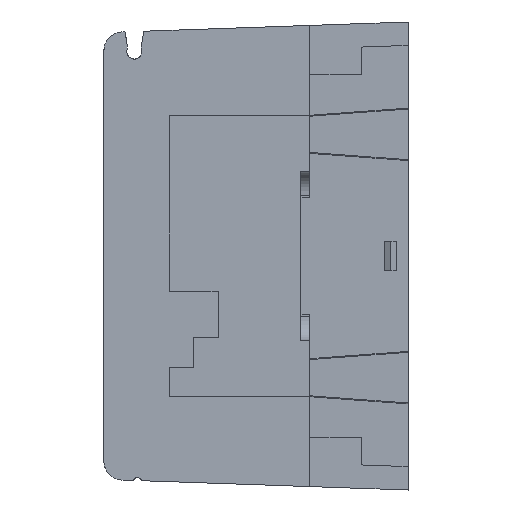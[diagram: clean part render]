
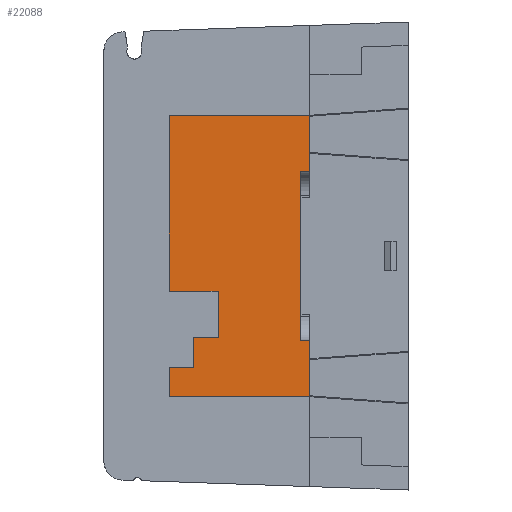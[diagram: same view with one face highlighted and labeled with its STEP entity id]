
A CAD part, left-side view. The second image highlights one B-rep face of the part: STEP entity #22088.
In plain terms, the highlighted planar face has unit normal (1, 0, 0).
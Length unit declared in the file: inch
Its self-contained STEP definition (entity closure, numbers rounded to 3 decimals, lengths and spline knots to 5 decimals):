
#49 = VECTOR ( 'NONE', #11404, 39.37008 ) ;
#148 = VERTEX_POINT ( 'NONE', #10719 ) ;
#294 = DIRECTION ( 'NONE',  ( 0., 0., 1. ) ) ;
#382 = CARTESIAN_POINT ( 'NONE',  ( -0.7567, 2.03, -0.876 ) ) ;
#486 = LINE ( 'NONE', #5878, #20064 ) ;
#597 = VECTOR ( 'NONE', #19598, 39.37008 ) ;
#871 = ORIENTED_EDGE ( 'NONE', *, *, #17717, .T. ) ;
#965 = EDGE_CURVE ( 'NONE', #19832, #7715, #8232, .T. ) ;
#1123 = CARTESIAN_POINT ( 'NONE',  ( -0.7567, 1.8, 1.5 ) ) ;
#1172 = VECTOR ( 'NONE', #10277, 39.37008 ) ;
#1440 = LINE ( 'NONE', #10121, #14274 ) ;
#1471 = CARTESIAN_POINT ( 'NONE',  ( -0.7567, 2.55, -0.376 ) ) ;
#1799 = ORIENTED_EDGE ( 'NONE', *, *, #2598, .T. ) ;
#2151 = VERTEX_POINT ( 'NONE', #4439 ) ;
#2234 = CARTESIAN_POINT ( 'NONE',  ( -0.7567, 2.55, 1.5 ) ) ;
#2270 = VERTEX_POINT ( 'NONE', #16205 ) ;
#2317 = VERTEX_POINT ( 'NONE', #23984 ) ;
#2598 = EDGE_CURVE ( 'NONE', #3189, #19832, #19012, .T. ) ;
#2773 = ORIENTED_EDGE ( 'NONE', *, *, #965, .T. ) ;
#2891 = ORIENTED_EDGE ( 'NONE', *, *, #12410, .T. ) ;
#3044 = VECTOR ( 'NONE', #24006, 39.37008 ) ;
#3189 = VERTEX_POINT ( 'NONE', #382 ) ;
#3335 = EDGE_CURVE ( 'NONE', #2317, #15461, #16811, .T. ) ;
#3598 = LINE ( 'NONE', #15058, #10624 ) ;
#3686 = CARTESIAN_POINT ( 'NONE',  ( -0.7567, 1.05, 0. ) ) ;
#3828 = LINE ( 'NONE', #4901, #13256 ) ;
#4107 = EDGE_CURVE ( 'NONE', #8628, #2317, #17865, .T. ) ;
#4208 = ORIENTED_EDGE ( 'NONE', *, *, #18244, .T. ) ;
#4335 = FACE_OUTER_BOUND ( 'NONE', #10378, .T. ) ;
#4439 = CARTESIAN_POINT ( 'NONE',  ( -0.7567, 2.29, -1.188 ) ) ;
#4634 = CARTESIAN_POINT ( 'NONE',  ( -0.7567, 1.15, 0. ) ) ;
#4847 = EDGE_CURVE ( 'NONE', #18245, #3189, #12704, .T. ) ;
#4901 = CARTESIAN_POINT ( 'NONE',  ( -0.7567, 1.8, -1.5 ) ) ;
#5000 = LINE ( 'NONE', #18788, #14463 ) ;
#5048 = LINE ( 'NONE', #20987, #49 ) ;
#5145 = AXIS2_PLACEMENT_3D ( 'NONE', #10694, #24119, #12620 ) ;
#5878 = CARTESIAN_POINT ( 'NONE',  ( -0.7567, 2.55, 0. ) ) ;
#6823 = EDGE_CURVE ( 'NONE', #148, #2151, #15061, .T. ) ;
#7249 = LINE ( 'NONE', #3686, #10200 ) ;
#7368 = CARTESIAN_POINT ( 'NONE',  ( -0.7567, 2.29, -0.876 ) ) ;
#7690 = CARTESIAN_POINT ( 'NONE',  ( -0.7567, 1.8, -0.376 ) ) ;
#7715 = VERTEX_POINT ( 'NONE', #1471 ) ;
#7809 = EDGE_CURVE ( 'NONE', #2151, #18245, #3598, .T. ) ;
#7931 = CARTESIAN_POINT ( 'NONE',  ( -0.7567, 1.05, 0.89819 ) ) ;
#8072 = LINE ( 'NONE', #1123, #13107 ) ;
#8232 = LINE ( 'NONE', #7690, #18383 ) ;
#8294 = CARTESIAN_POINT ( 'NONE',  ( -0.7567, 2.03, -0.376 ) ) ;
#8628 = VERTEX_POINT ( 'NONE', #7931 ) ;
#8655 = DIRECTION ( 'NONE',  ( 0., 1., 0. ) ) ;
#8711 = CARTESIAN_POINT ( 'NONE',  ( -0.7567, 1.8, -0.876 ) ) ;
#9087 = DIRECTION ( 'NONE',  ( 0., 0., 1. ) ) ;
#9090 = EDGE_CURVE ( 'NONE', #16175, #22756, #1440, .T. ) ;
#9264 = DIRECTION ( 'NONE',  ( 0., 0., 1. ) ) ;
#10121 = CARTESIAN_POINT ( 'NONE',  ( -0.7567, 1.05, 0. ) ) ;
#10137 = CARTESIAN_POINT ( 'NONE',  ( -0.7567, 1.05, -0.89819 ) ) ;
#10200 = VECTOR ( 'NONE', #16932, 39.37008 ) ;
#10277 = DIRECTION ( 'NONE',  ( 0., 0., -1. ) ) ;
#10378 = EDGE_LOOP ( 'NONE', ( #15913, #15977, #16372, #11454, #19594, #4208, #11929, #23035, #12430, #1799, #2773, #871, #2891, #14097 ) ) ;
#10521 = DIRECTION ( 'NONE',  ( 0., -1., 0. ) ) ;
#10624 = VECTOR ( 'NONE', #20789, 39.37008 ) ;
#10694 = CARTESIAN_POINT ( 'NONE',  ( -0.7567, 1.8, 0. ) ) ;
#10719 = CARTESIAN_POINT ( 'NONE',  ( -0.7567, 2.55, -1.188 ) ) ;
#10818 = CARTESIAN_POINT ( 'NONE',  ( -0.7567, 2.03, 0. ) ) ;
#11404 = DIRECTION ( 'NONE',  ( 0., -1., 0. ) ) ;
#11454 = ORIENTED_EDGE ( 'NONE', *, *, #9090, .T. ) ;
#11929 = ORIENTED_EDGE ( 'NONE', *, *, #6823, .T. ) ;
#12410 = EDGE_CURVE ( 'NONE', #14325, #2270, #8072, .T. ) ;
#12430 = ORIENTED_EDGE ( 'NONE', *, *, #4847, .T. ) ;
#12620 = DIRECTION ( 'NONE',  ( 0., 0., -1. ) ) ;
#12704 = LINE ( 'NONE', #8711, #3044 ) ;
#13081 = VERTEX_POINT ( 'NONE', #15428 ) ;
#13107 = VECTOR ( 'NONE', #10521, 39.37008 ) ;
#13256 = VECTOR ( 'NONE', #8655, 39.37008 ) ;
#13621 = DIRECTION ( 'NONE',  ( 0., 1., 0. ) ) ;
#13913 = VECTOR ( 'NONE', #9087, 39.37008 ) ;
#14097 = ORIENTED_EDGE ( 'NONE', *, *, #18892, .T. ) ;
#14274 = VECTOR ( 'NONE', #17823, 39.37008 ) ;
#14325 = VERTEX_POINT ( 'NONE', #2234 ) ;
#14463 = VECTOR ( 'NONE', #9264, 39.37008 ) ;
#14475 = PLANE ( 'NONE',  #5145 ) ;
#15058 = CARTESIAN_POINT ( 'NONE',  ( -0.7567, 2.29, 0. ) ) ;
#15061 = LINE ( 'NONE', #19770, #597 ) ;
#15428 = CARTESIAN_POINT ( 'NONE',  ( -0.7567, 2.55, -1.5 ) ) ;
#15461 = VERTEX_POINT ( 'NONE', #17860 ) ;
#15913 = ORIENTED_EDGE ( 'NONE', *, *, #4107, .T. ) ;
#15977 = ORIENTED_EDGE ( 'NONE', *, *, #3335, .T. ) ;
#16017 = EDGE_CURVE ( 'NONE', #15461, #16175, #5048, .T. ) ;
#16175 = VERTEX_POINT ( 'NONE', #10137 ) ;
#16205 = CARTESIAN_POINT ( 'NONE',  ( -0.7567, 1.05, 1.5 ) ) ;
#16372 = ORIENTED_EDGE ( 'NONE', *, *, #16017, .T. ) ;
#16497 = EDGE_CURVE ( 'NONE', #22756, #13081, #3828, .T. ) ;
#16811 = LINE ( 'NONE', #4634, #1172 ) ;
#16932 = DIRECTION ( 'NONE',  ( 0., 0., -1. ) ) ;
#17271 = VECTOR ( 'NONE', #13621, 39.37008 ) ;
#17717 = EDGE_CURVE ( 'NONE', #7715, #14325, #486, .T. ) ;
#17823 = DIRECTION ( 'NONE',  ( 0., 0., -1. ) ) ;
#17860 = CARTESIAN_POINT ( 'NONE',  ( -0.7567, 1.15, -0.89819 ) ) ;
#17865 = LINE ( 'NONE', #23081, #17271 ) ;
#18244 = EDGE_CURVE ( 'NONE', #13081, #148, #5000, .T. ) ;
#18245 = VERTEX_POINT ( 'NONE', #7368 ) ;
#18383 = VECTOR ( 'NONE', #21646, 39.37008 ) ;
#18788 = CARTESIAN_POINT ( 'NONE',  ( -0.7567, 2.55, 0. ) ) ;
#18892 = EDGE_CURVE ( 'NONE', #2270, #8628, #7249, .T. ) ;
#19012 = LINE ( 'NONE', #10818, #13913 ) ;
#19594 = ORIENTED_EDGE ( 'NONE', *, *, #16497, .T. ) ;
#19598 = DIRECTION ( 'NONE',  ( 0., -1., 0. ) ) ;
#19770 = CARTESIAN_POINT ( 'NONE',  ( -0.7567, 1.8, -1.188 ) ) ;
#19832 = VERTEX_POINT ( 'NONE', #8294 ) ;
#20064 = VECTOR ( 'NONE', #294, 39.37008 ) ;
#20748 = CARTESIAN_POINT ( 'NONE',  ( -0.7567, 1.05, -1.5 ) ) ;
#20789 = DIRECTION ( 'NONE',  ( 0., 0., 1. ) ) ;
#20987 = CARTESIAN_POINT ( 'NONE',  ( -0.7567, 1.8, -0.89819 ) ) ;
#21646 = DIRECTION ( 'NONE',  ( 0., 1., 0. ) ) ;
#22088 = ADVANCED_FACE ( 'NONE', ( #4335 ), #14475, .T. ) ;
#22756 = VERTEX_POINT ( 'NONE', #20748 ) ;
#23035 = ORIENTED_EDGE ( 'NONE', *, *, #7809, .T. ) ;
#23081 = CARTESIAN_POINT ( 'NONE',  ( -0.7567, 1.8, 0.89819 ) ) ;
#23984 = CARTESIAN_POINT ( 'NONE',  ( -0.7567, 1.15, 0.89819 ) ) ;
#24006 = DIRECTION ( 'NONE',  ( 0., -1., 0. ) ) ;
#24119 = DIRECTION ( 'NONE',  ( 1., 0., 0. ) ) ;
